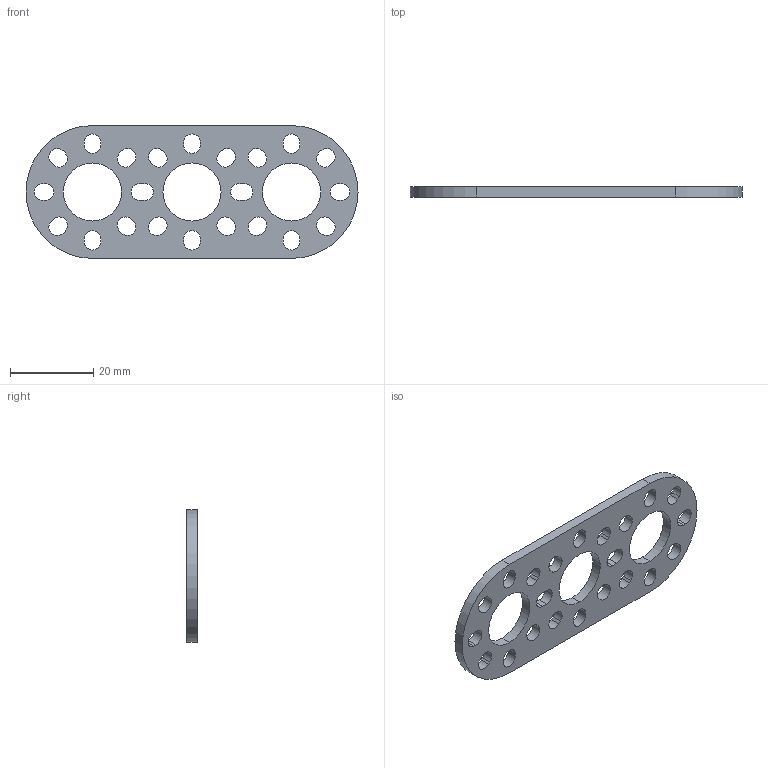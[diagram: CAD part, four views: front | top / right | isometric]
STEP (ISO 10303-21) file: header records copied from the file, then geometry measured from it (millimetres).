
FILE_DESCRIPTION (( 'STEP AP203' ), '1' );
FILE_NAME ('1105-0003-0080 rev1.STEP', '2017-05-05T16:11:51', ( '' ), ( '' ), 'SwSTEP 2.0', 'SolidWorks 2016', '' );
FILE_SCHEMA (( 'CONFIG_CONTROL_DESIGN' ));
Length unit declared in the file: millimetre
Products named in the file (1): 1105-0003-0080 rev1
Bounding box: 80 x 2.5 x 32 mm (x, y, z)
Volume: 3840.2 mm3; surface area: 4666.9 mm2
Topology: 1 solids, 1 shells, 118 faces, 348 edges, 232 vertices
Faces by surface type: cylinder 70, plane 48
Entity records: 4169 total; most frequent: DIRECTION 726, CARTESIAN_POINT 699, ORIENTED_EDGE 696, EDGE_CURVE 348, AXIS2_PLACEMENT_3D 259, VERTEX_POINT 232, LINE 208, VECTOR 208
